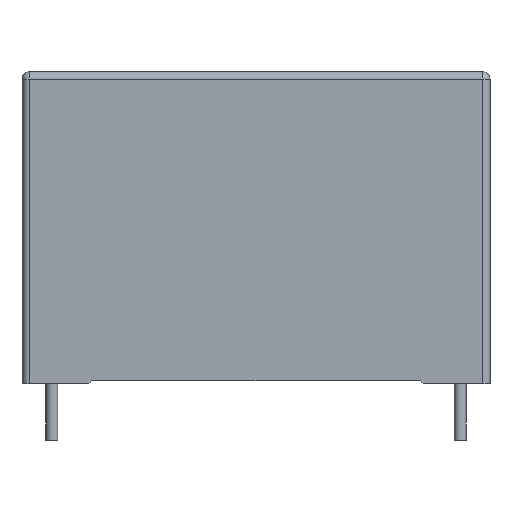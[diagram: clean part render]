
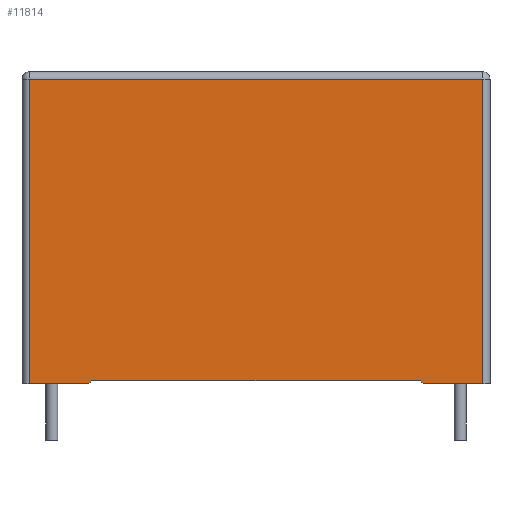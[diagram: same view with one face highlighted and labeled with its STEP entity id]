
A CAD part, front view. The second image highlights one B-rep face of the part: STEP entity #11814.
In plain terms, the highlighted planar face has unit normal (0, -1, 0).
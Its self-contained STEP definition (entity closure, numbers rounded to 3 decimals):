
#35 = ORIENTED_EDGE ( 'NONE', *, *, #344, .T. ) ;
#143 = LINE ( 'NONE', #11787, #4463 ) ;
#171 = CARTESIAN_POINT ( 'NONE',  ( 15.25, -5.5, 0.3 ) ) ;
#194 = EDGE_LOOP ( 'NONE', ( #10764, #7261, #5161, #1091, #8979, #35, #1979, #8960 ) ) ;
#251 = VERTEX_POINT ( 'NONE', #2904 ) ;
#344 = EDGE_CURVE ( 'NONE', #6418, #2771, #143, .T. ) ;
#1000 = EDGE_CURVE ( 'NONE', #251, #5384, #6631, .T. ) ;
#1084 = DIRECTION ( 'NONE',  ( 1., 0., 0. ) ) ;
#1091 = ORIENTED_EDGE ( 'NONE', *, *, #6625, .T. ) ;
#1256 = DIRECTION ( 'NONE',  ( 0., 0., -1. ) ) ;
#1329 = DIRECTION ( 'NONE',  ( 0., 0., 1. ) ) ;
#1468 = CARTESIAN_POINT ( 'NONE',  ( -11.066, -5.5, 0.5 ) ) ;
#1472 = LINE ( 'NONE', #12335, #2069 ) ;
#1788 = LINE ( 'NONE', #5798, #12565 ) ;
#1979 = ORIENTED_EDGE ( 'NONE', *, *, #6409, .T. ) ;
#2069 = VECTOR ( 'NONE', #4398, 1000. ) ;
#2085 = VERTEX_POINT ( 'NONE', #12367 ) ;
#2402 = CARTESIAN_POINT ( 'NONE',  ( -15.75, -5.5, 21.3 ) ) ;
#2568 = VECTOR ( 'NONE', #9136, 1000. ) ;
#2731 = VERTEX_POINT ( 'NONE', #9426 ) ;
#2771 = VERTEX_POINT ( 'NONE', #6256 ) ;
#2904 = CARTESIAN_POINT ( 'NONE',  ( 11.266, -5.5, 0.3 ) ) ;
#3082 = CARTESIAN_POINT ( 'NONE',  ( 11.066, -5.5, 0.5 ) ) ;
#3724 = AXIS2_PLACEMENT_3D ( 'NONE', #2402, #4232, #1329 ) ;
#4120 = VECTOR ( 'NONE', #7974, 1000. ) ;
#4121 = VERTEX_POINT ( 'NONE', #11196 ) ;
#4173 = FACE_OUTER_BOUND ( 'NONE', #194, .T. ) ;
#4232 = DIRECTION ( 'NONE',  ( 0., 1., 0. ) ) ;
#4398 = DIRECTION ( 'NONE',  ( 0., 0., 1. ) ) ;
#4463 = VECTOR ( 'NONE', #1256, 1000. ) ;
#5161 = ORIENTED_EDGE ( 'NONE', *, *, #1000, .T. ) ;
#5205 = LINE ( 'NONE', #12113, #2568 ) ;
#5384 = VERTEX_POINT ( 'NONE', #171 ) ;
#5598 = DIRECTION ( 'NONE',  ( 1., 0., 0. ) ) ;
#5722 = VERTEX_POINT ( 'NONE', #1468 ) ;
#5798 = CARTESIAN_POINT ( 'NONE',  ( -15.75, -5.5, 0.3 ) ) ;
#6047 = CARTESIAN_POINT ( 'NONE',  ( 11.066, -5.5, 0.5 ) ) ;
#6256 = CARTESIAN_POINT ( 'NONE',  ( -15.25, -5.5, 0.3 ) ) ;
#6409 = EDGE_CURVE ( 'NONE', #2771, #4121, #1788, .T. ) ;
#6418 = VERTEX_POINT ( 'NONE', #6838 ) ;
#6625 = EDGE_CURVE ( 'NONE', #5384, #2731, #1472, .T. ) ;
#6631 = LINE ( 'NONE', #10500, #10251 ) ;
#6655 = EDGE_CURVE ( 'NONE', #2731, #6418, #9494, .T. ) ;
#6838 = CARTESIAN_POINT ( 'NONE',  ( -15.25, -5.5, 20.8 ) ) ;
#7007 = DIRECTION ( 'NONE',  ( 0.707, 0., -0.707 ) ) ;
#7261 = ORIENTED_EDGE ( 'NONE', *, *, #12673, .T. ) ;
#7974 = DIRECTION ( 'NONE',  ( -1., 0., 0. ) ) ;
#7994 = VECTOR ( 'NONE', #9792, 1000. ) ;
#8024 = LINE ( 'NONE', #3082, #12589 ) ;
#8960 = ORIENTED_EDGE ( 'NONE', *, *, #9588, .T. ) ;
#8979 = ORIENTED_EDGE ( 'NONE', *, *, #6655, .T. ) ;
#9136 = DIRECTION ( 'NONE',  ( 0.707, 0., 0.707 ) ) ;
#9426 = CARTESIAN_POINT ( 'NONE',  ( 15.25, -5.5, 20.8 ) ) ;
#9494 = LINE ( 'NONE', #12583, #7994 ) ;
#9588 = EDGE_CURVE ( 'NONE', #4121, #5722, #5205, .T. ) ;
#9792 = DIRECTION ( 'NONE',  ( -1., 0., 0. ) ) ;
#10103 = PLANE ( 'NONE',  #3724 ) ;
#10251 = VECTOR ( 'NONE', #5598, 1000. ) ;
#10500 = CARTESIAN_POINT ( 'NONE',  ( -15.75, -5.5, 0.3 ) ) ;
#10764 = ORIENTED_EDGE ( 'NONE', *, *, #12308, .F. ) ;
#11196 = CARTESIAN_POINT ( 'NONE',  ( -11.266, -5.5, 0.3 ) ) ;
#11787 = CARTESIAN_POINT ( 'NONE',  ( -15.25, -5.5, 21.3 ) ) ;
#11814 = ADVANCED_FACE ( 'NONE', ( #4173 ), #10103, .F. ) ;
#11929 = LINE ( 'NONE', #6047, #4120 ) ;
#12113 = CARTESIAN_POINT ( 'NONE',  ( -11.066, -5.5, 0.5 ) ) ;
#12308 = EDGE_CURVE ( 'NONE', #2085, #5722, #11929, .T. ) ;
#12335 = CARTESIAN_POINT ( 'NONE',  ( 15.25, -5.5, 21.3 ) ) ;
#12367 = CARTESIAN_POINT ( 'NONE',  ( 11.066, -5.5, 0.5 ) ) ;
#12565 = VECTOR ( 'NONE', #1084, 1000. ) ;
#12583 = CARTESIAN_POINT ( 'NONE',  ( -15.75, -5.5, 20.8 ) ) ;
#12589 = VECTOR ( 'NONE', #7007, 1000. ) ;
#12673 = EDGE_CURVE ( 'NONE', #2085, #251, #8024, .T. ) ;
